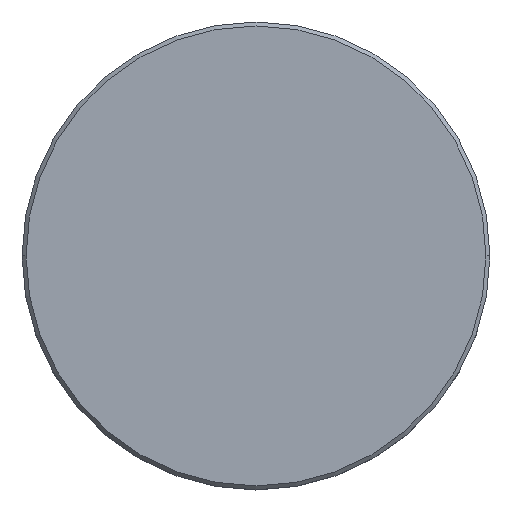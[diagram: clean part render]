
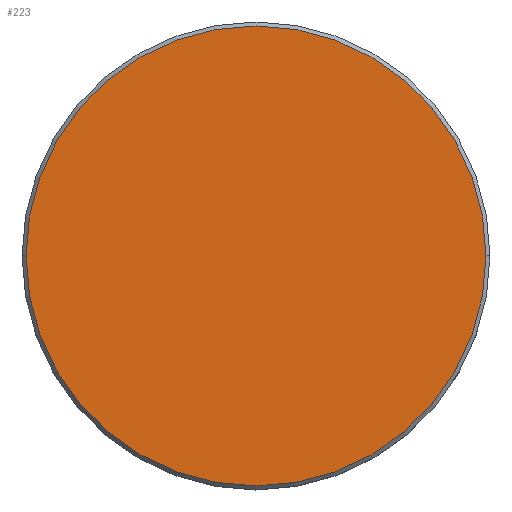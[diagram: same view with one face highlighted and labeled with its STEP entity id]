
A CAD part, top view. The second image highlights one B-rep face of the part: STEP entity #223.
In plain terms, the highlighted planar face has unit normal (0, 0, 1).
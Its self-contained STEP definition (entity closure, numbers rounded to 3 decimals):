
#12 = EDGE_CURVE ( 'NONE', #211, #541, #599, .T. ) ;
#41 = CARTESIAN_POINT ( 'NONE',  ( 0., 0., 0. ) ) ;
#211 = VERTEX_POINT ( 'NONE', #573 ) ;
#214 = FACE_OUTER_BOUND ( 'NONE', #400, .T. ) ;
#223 = ADVANCED_FACE ( 'NONE', ( #214 ), #1024, .T. ) ;
#235 = EDGE_CURVE ( 'NONE', #541, #211, #498, .T. ) ;
#279 = AXIS2_PLACEMENT_3D ( 'NONE', #443, #511, #336 ) ;
#336 = DIRECTION ( 'NONE',  ( 1., 0., 0. ) ) ;
#400 = EDGE_LOOP ( 'NONE', ( #410, #497 ) ) ;
#410 = ORIENTED_EDGE ( 'NONE', *, *, #235, .T. ) ;
#443 = CARTESIAN_POINT ( 'NONE',  ( 0., 0., 0. ) ) ;
#475 = CARTESIAN_POINT ( 'NONE',  ( 0., 0., 0. ) ) ;
#497 = ORIENTED_EDGE ( 'NONE', *, *, #12, .T. ) ;
#498 = CIRCLE ( 'NONE', #917, 29. ) ;
#511 = DIRECTION ( 'NONE',  ( 0., 0., 1. ) ) ;
#541 = VERTEX_POINT ( 'NONE', #1078 ) ;
#573 = CARTESIAN_POINT ( 'NONE',  ( 29., 0., 0. ) ) ;
#575 = AXIS2_PLACEMENT_3D ( 'NONE', #475, #668, #674 ) ;
#599 = CIRCLE ( 'NONE', #279, 29. ) ;
#668 = DIRECTION ( 'NONE',  ( 0., 0., 1. ) ) ;
#674 = DIRECTION ( 'NONE',  ( 1., 0., 0. ) ) ;
#917 = AXIS2_PLACEMENT_3D ( 'NONE', #41, #1020, #930 ) ;
#930 = DIRECTION ( 'NONE',  ( 1., 0., 0. ) ) ;
#1020 = DIRECTION ( 'NONE',  ( 0., 0., 1. ) ) ;
#1024 = PLANE ( 'NONE',  #575 ) ;
#1078 = CARTESIAN_POINT ( 'NONE',  ( -29., 0., 0. ) ) ;
